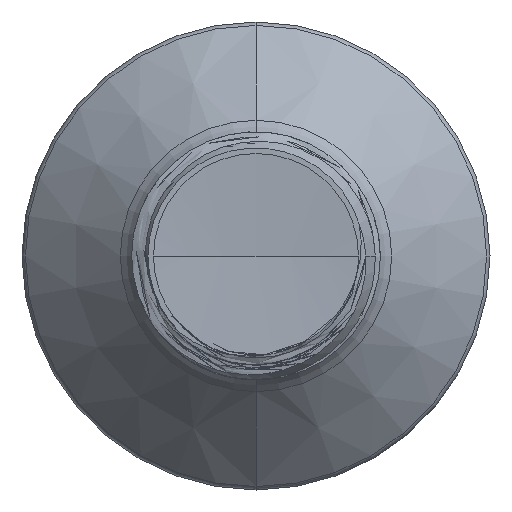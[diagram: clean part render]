
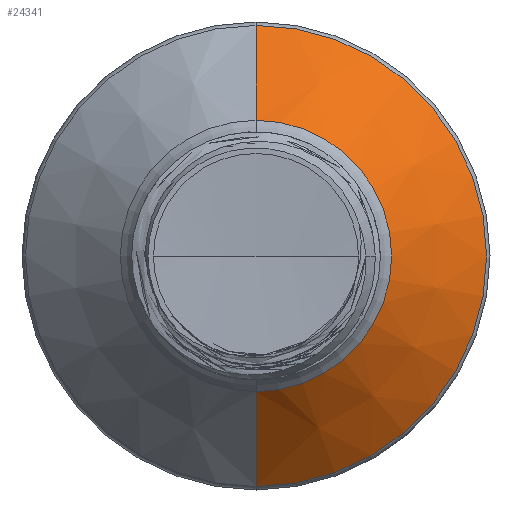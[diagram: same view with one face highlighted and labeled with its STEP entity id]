
A CAD part, front view. The second image highlights one B-rep face of the part: STEP entity #24341.
In plain terms, the highlighted conical face has half-angle 45 degrees and reference radius 3.276 mm.
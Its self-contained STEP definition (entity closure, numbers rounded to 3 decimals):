
#193 = CARTESIAN_POINT ( 'NONE',  ( 0., 13.399, 5.567 ) ) ;
#1618 = LINE ( 'NONE', #19231, #17904 ) ;
#2086 = EDGE_LOOP ( 'NONE', ( #13139, #16956, #10172, #16246 ) ) ;
#3594 = CARTESIAN_POINT ( 'NONE',  ( 0., 11.107, 3.276 ) ) ;
#5761 = CONICAL_SURFACE ( 'NONE', #22482, 3.276, 0.785 ) ;
#5892 = VERTEX_POINT ( 'NONE', #19511 ) ;
#7077 = FACE_OUTER_BOUND ( 'NONE', #2086, .T. ) ;
#7729 = CIRCLE ( 'NONE', #21091, 3.276 ) ;
#9711 = EDGE_CURVE ( 'NONE', #19970, #5892, #7729, .T. ) ;
#9804 = EDGE_CURVE ( 'NONE', #5892, #22909, #18996, .T. ) ;
#9875 = EDGE_CURVE ( 'NONE', #22272, #22909, #22613, .T. ) ;
#9962 = EDGE_CURVE ( 'NONE', #19970, #22272, #1618, .T. ) ;
#10172 = ORIENTED_EDGE ( 'NONE', *, *, #9875, .F. ) ;
#12316 = CARTESIAN_POINT ( 'NONE',  ( 0., 13.399, -5.567 ) ) ;
#13139 = ORIENTED_EDGE ( 'NONE', *, *, #9711, .T. ) ;
#15446 = DIRECTION ( 'NONE',  ( 0., 1., 0. ) ) ;
#16246 = ORIENTED_EDGE ( 'NONE', *, *, #9962, .F. ) ;
#16956 = ORIENTED_EDGE ( 'NONE', *, *, #9804, .T. ) ;
#17904 = VECTOR ( 'NONE', #18478, 1000. ) ;
#18456 = VECTOR ( 'NONE', #19279, 1000. ) ;
#18478 = DIRECTION ( 'NONE',  ( 0., 0.707, 0.707 ) ) ;
#18996 = LINE ( 'NONE', #19284, #18456 ) ;
#19103 = CARTESIAN_POINT ( 'NONE',  ( 0., 11.107, 0. ) ) ;
#19170 = DIRECTION ( 'NONE',  ( 0., 0., 1. ) ) ;
#19206 = DIRECTION ( 'NONE',  ( 0., 1., 0. ) ) ;
#19210 = CARTESIAN_POINT ( 'NONE',  ( 0., 13.399, 0. ) ) ;
#19231 = CARTESIAN_POINT ( 'NONE',  ( 0., 11.107, 3.276 ) ) ;
#19279 = DIRECTION ( 'NONE',  ( 0., 0.707, -0.707 ) ) ;
#19284 = CARTESIAN_POINT ( 'NONE',  ( 0., 11.107, -3.276 ) ) ;
#19374 = DIRECTION ( 'NONE',  ( 0., 0., 1. ) ) ;
#19415 = DIRECTION ( 'NONE',  ( 0., 1., 0. ) ) ;
#19419 = CARTESIAN_POINT ( 'NONE',  ( 0., 11.107, 0. ) ) ;
#19511 = CARTESIAN_POINT ( 'NONE',  ( 0., 11.107, -3.276 ) ) ;
#19970 = VERTEX_POINT ( 'NONE', #3594 ) ;
#20701 = DIRECTION ( 'NONE',  ( 0., 0., 1. ) ) ;
#21091 = AXIS2_PLACEMENT_3D ( 'NONE', #19419, #19415, #19374 ) ;
#22272 = VERTEX_POINT ( 'NONE', #193 ) ;
#22482 = AXIS2_PLACEMENT_3D ( 'NONE', #19103, #15446, #20701 ) ;
#22613 = CIRCLE ( 'NONE', #23084, 5.567 ) ;
#22909 = VERTEX_POINT ( 'NONE', #12316 ) ;
#23084 = AXIS2_PLACEMENT_3D ( 'NONE', #19210, #19206, #19170 ) ;
#24341 = ADVANCED_FACE ( 'NONE', ( #7077 ), #5761, .T. ) ;
